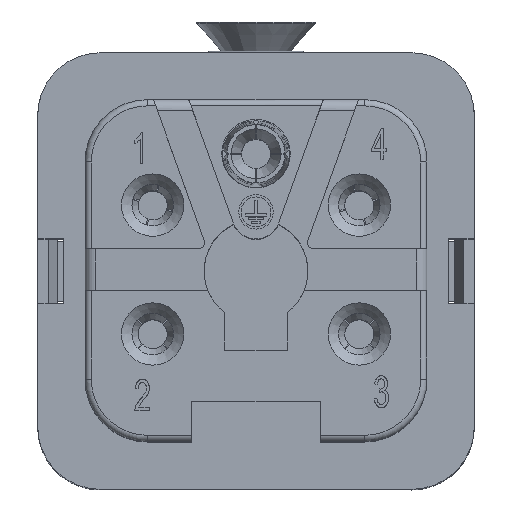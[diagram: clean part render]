
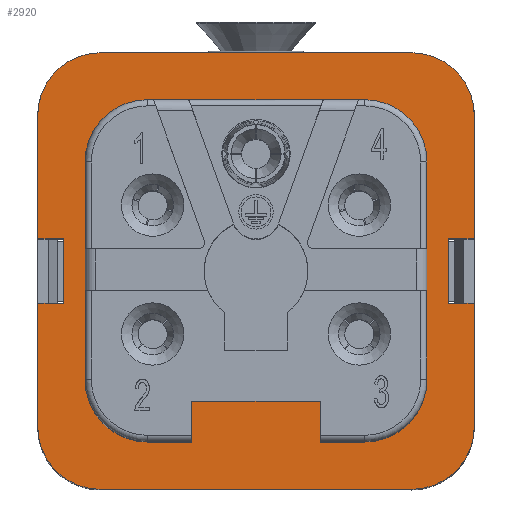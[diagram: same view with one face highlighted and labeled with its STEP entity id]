
A CAD part, top view. The second image highlights one B-rep face of the part: STEP entity #2920.
In plain terms, the highlighted planar face has unit normal (0, 0, 1).
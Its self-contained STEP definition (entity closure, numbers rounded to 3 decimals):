
#2920=ADVANCED_FACE('',(#4746,#4747),#3773,.T.);
#3773=PLANE('',#18495);
#4276=CIRCLE('',#18293,3.);
#4278=CIRCLE('',#18300,3.);
#4280=CIRCLE('',#18308,3.);
#4282=CIRCLE('',#18318,3.);
#4287=CIRCLE('',#18348,3.);
#4289=CIRCLE('',#18352,3.);
#4308=CIRCLE('',#18413,3.);
#4310=CIRCLE('',#18417,3.);
#4746=FACE_BOUND('',#5199,.T.);
#4747=FACE_BOUND('',#5200,.T.);
#5199=EDGE_LOOP('',(#7266,#7267,#7268,#7269,#7270,#7271,#7272,#7273,#7274,
#7275,#7276,#7277));
#5200=EDGE_LOOP('',(#7278,#7279,#7280,#7281,#7282,#7283,#7284,#7285,#7286,
#7287,#7288,#7289,#7290,#7291,#7292,#7293));
#7266=ORIENTED_EDGE('',*,*,#13085,.T.);
#7267=ORIENTED_EDGE('',*,*,#12903,.T.);
#7268=ORIENTED_EDGE('',*,*,#12907,.T.);
#7269=ORIENTED_EDGE('',*,*,#12913,.T.);
#7270=ORIENTED_EDGE('',*,*,#12916,.T.);
#7271=ORIENTED_EDGE('',*,*,#12920,.F.);
#7272=ORIENTED_EDGE('',*,*,#13090,.F.);
#7273=ORIENTED_EDGE('',*,*,#13004,.T.);
#7274=ORIENTED_EDGE('',*,*,#13001,.F.);
#7275=ORIENTED_EDGE('',*,*,#12998,.F.);
#7276=ORIENTED_EDGE('',*,*,#12991,.F.);
#7277=ORIENTED_EDGE('',*,*,#12988,.F.);
#7278=ORIENTED_EDGE('',*,*,#12890,.T.);
#7279=ORIENTED_EDGE('',*,*,#12836,.F.);
#7280=ORIENTED_EDGE('',*,*,#12807,.F.);
#7281=ORIENTED_EDGE('',*,*,#13081,.F.);
#7282=ORIENTED_EDGE('',*,*,#13083,.F.);
#7283=ORIENTED_EDGE('',*,*,#13078,.T.);
#7284=ORIENTED_EDGE('',*,*,#12795,.F.);
#7285=ORIENTED_EDGE('',*,*,#12815,.F.);
#7286=ORIENTED_EDGE('',*,*,#12843,.T.);
#7287=ORIENTED_EDGE('',*,*,#12781,.T.);
#7288=ORIENTED_EDGE('',*,*,#12758,.T.);
#7289=ORIENTED_EDGE('',*,*,#12979,.F.);
#7290=ORIENTED_EDGE('',*,*,#12983,.T.);
#7291=ORIENTED_EDGE('',*,*,#12982,.T.);
#7292=ORIENTED_EDGE('',*,*,#12746,.T.);
#7293=ORIENTED_EDGE('',*,*,#12769,.T.);
#11075=VERTEX_POINT('',#25022);
#11076=VERTEX_POINT('',#25024);
#11087=VERTEX_POINT('',#25046);
#11088=VERTEX_POINT('',#25048);
#11097=VERTEX_POINT('',#25069);
#11105=VERTEX_POINT('',#25094);
#11113=VERTEX_POINT('',#25119);
#11114=VERTEX_POINT('',#25121);
#11125=VERTEX_POINT('',#25143);
#11126=VERTEX_POINT('',#25145);
#11133=VERTEX_POINT('',#25160);
#11146=VERTEX_POINT('',#25202);
#11179=VERTEX_POINT('',#25321);
#11181=VERTEX_POINT('',#25325);
#11185=VERTEX_POINT('',#25334);
#11189=VERTEX_POINT('',#25345);
#11191=VERTEX_POINT('',#25351);
#11194=VERTEX_POINT('',#25359);
#11229=VERTEX_POINT('',#25485);
#11230=VERTEX_POINT('',#25489);
#11232=VERTEX_POINT('',#25499);
#11234=VERTEX_POINT('',#25503);
#11237=VERTEX_POINT('',#25511);
#11242=VERTEX_POINT('',#25522);
#11243=VERTEX_POINT('',#25527);
#11247=VERTEX_POINT('',#25537);
#11296=VERTEX_POINT('',#25704);
#11297=VERTEX_POINT('',#25708);
#12746=EDGE_CURVE('',#11076,#11075,#15097,.T.);
#12758=EDGE_CURVE('',#11088,#11087,#15109,.T.);
#12769=EDGE_CURVE('',#11075,#11097,#4276,.T.);
#12781=EDGE_CURVE('',#11105,#11088,#4278,.T.);
#12795=EDGE_CURVE('',#11113,#11114,#15140,.T.);
#12807=EDGE_CURVE('',#11125,#11126,#15152,.T.);
#12815=EDGE_CURVE('',#11133,#11113,#4280,.T.);
#12836=EDGE_CURVE('',#11126,#11146,#4282,.T.);
#12843=EDGE_CURVE('',#11133,#11105,#15182,.T.);
#12890=EDGE_CURVE('',#11097,#11146,#15225,.T.);
#12903=EDGE_CURVE('',#11179,#11181,#4287,.T.);
#12907=EDGE_CURVE('',#11181,#11185,#15240,.T.);
#12913=EDGE_CURVE('',#11185,#11189,#4289,.T.);
#12916=EDGE_CURVE('',#11189,#11191,#15247,.T.);
#12920=EDGE_CURVE('',#11194,#11191,#15250,.T.);
#12979=EDGE_CURVE('',#11229,#11087,#15289,.T.);
#12982=EDGE_CURVE('',#11230,#11076,#15292,.T.);
#12983=EDGE_CURVE('',#11229,#11230,#15293,.T.);
#12988=EDGE_CURVE('',#11234,#11232,#4308,.T.);
#12991=EDGE_CURVE('',#11232,#11237,#15299,.T.);
#12998=EDGE_CURVE('',#11237,#11242,#4310,.T.);
#13001=EDGE_CURVE('',#11242,#11243,#15307,.T.);
#13004=EDGE_CURVE('',#11247,#11243,#15309,.T.);
#13078=EDGE_CURVE('',#11296,#11114,#15358,.T.);
#13081=EDGE_CURVE('',#11297,#11125,#15361,.T.);
#13083=EDGE_CURVE('',#11296,#11297,#15363,.T.);
#13085=EDGE_CURVE('',#11234,#11179,#15365,.T.);
#13090=EDGE_CURVE('',#11247,#11194,#15370,.T.);
#15097=LINE('',#25023,#16818);
#15109=LINE('',#25047,#16830);
#15140=LINE('',#25120,#16861);
#15152=LINE('',#25144,#16873);
#15182=LINE('',#25214,#16903);
#15225=LINE('',#25302,#16946);
#15240=LINE('',#25335,#16961);
#15247=LINE('',#25352,#16968);
#15250=LINE('',#25360,#16971);
#15289=LINE('',#25484,#17010);
#15292=LINE('',#25490,#17013);
#15293=LINE('',#25492,#17014);
#15299=LINE('',#25510,#17020);
#15307=LINE('',#25530,#17028);
#15309=LINE('',#25536,#17030);
#15358=LINE('',#25703,#17079);
#15361=LINE('',#25709,#17082);
#15363=LINE('',#25712,#17084);
#15365=LINE('',#25717,#17086);
#15370=LINE('',#25723,#17091);
#16818=VECTOR('',#20213,1.);
#16830=VECTOR('',#20225,1.);
#16861=VECTOR('',#20288,1.);
#16873=VECTOR('',#20300,1.);
#16903=VECTOR('',#20362,1.);
#16946=VECTOR('',#20443,1.);
#16961=VECTOR('',#20474,1.);
#16968=VECTOR('',#20489,1.);
#16971=VECTOR('',#20496,1.);
#17010=VECTOR('',#20637,1.);
#17013=VECTOR('',#20642,1.);
#17014=VECTOR('',#20645,1.);
#17020=VECTOR('',#20663,1.);
#17028=VECTOR('',#20679,1.);
#17030=VECTOR('',#20685,1.);
#17079=VECTOR('',#20844,1.);
#17082=VECTOR('',#20849,1.);
#17084=VECTOR('',#20853,1.);
#17086=VECTOR('',#20861,1.);
#17091=VECTOR('',#20868,1.);
#18293=AXIS2_PLACEMENT_3D('',#25070,#20240,#20241);
#18300=AXIS2_PLACEMENT_3D('',#25093,#20263,#20264);
#18308=AXIS2_PLACEMENT_3D('',#25161,#20310,#20311);
#18318=AXIS2_PLACEMENT_3D('',#25201,#20348,#20349);
#18348=AXIS2_PLACEMENT_3D('',#25326,#20467,#20468);
#18352=AXIS2_PLACEMENT_3D('',#25346,#20483,#20484);
#18413=AXIS2_PLACEMENT_3D('',#25504,#20657,#20658);
#18417=AXIS2_PLACEMENT_3D('',#25524,#20673,#20674);
#18495=AXIS2_PLACEMENT_3D('',#25915,#20913,#20914);
#20213=DIRECTION('',(0.,1.,0.));
#20225=DIRECTION('',(0.,1.,0.));
#20240=DIRECTION('',(0.,0.,1.));
#20241=DIRECTION('',(1.,0.,0.));
#20263=DIRECTION('',(0.,0.,1.));
#20264=DIRECTION('',(1.,0.,0.));
#20288=DIRECTION('',(0.,1.,0.));
#20300=DIRECTION('',(0.,1.,0.));
#20310=DIRECTION('',(0.,0.,-1.));
#20311=DIRECTION('',(-1.,0.,0.));
#20348=DIRECTION('',(0.,0.,-1.));
#20349=DIRECTION('',(-1.,0.,0.));
#20362=DIRECTION('',(1.,0.,0.));
#20443=DIRECTION('',(-1.,0.,0.));
#20467=DIRECTION('',(0.,0.,-1.));
#20468=DIRECTION('',(-1.,0.,0.));
#20474=DIRECTION('',(0.,-1.,0.));
#20483=DIRECTION('',(0.,0.,-1.));
#20484=DIRECTION('',(-1.,0.,0.));
#20489=DIRECTION('',(-1.,0.,0.));
#20496=DIRECTION('',(0.,-1.,0.));
#20637=DIRECTION('',(1.,0.,0.));
#20642=DIRECTION('',(1.,0.,0.));
#20645=DIRECTION('',(0.,1.,0.));
#20657=DIRECTION('',(0.,0.,1.));
#20658=DIRECTION('',(1.,0.,0.));
#20663=DIRECTION('',(0.,-1.,0.));
#20673=DIRECTION('',(0.,0.,1.));
#20674=DIRECTION('',(1.,0.,0.));
#20679=DIRECTION('',(1.,0.,0.));
#20685=DIRECTION('',(0.,-1.,0.));
#20844=DIRECTION('',(-1.,0.,0.));
#20849=DIRECTION('',(-1.,0.,0.));
#20853=DIRECTION('',(0.,1.,0.));
#20861=DIRECTION('',(1.,0.,0.));
#20868=DIRECTION('',(1.,0.,0.));
#20913=DIRECTION('',(0.,0.,1.));
#20914=DIRECTION('',(1.,0.,0.));
#25022=CARTESIAN_POINT('',(10.5,7.5,0.));
#25023=CARTESIAN_POINT('',(10.5,7.475,0.));
#25024=CARTESIAN_POINT('',(10.5,1.55,0.));
#25046=CARTESIAN_POINT('',(10.5,-1.55,0.));
#25047=CARTESIAN_POINT('',(10.5,7.475,0.));
#25048=CARTESIAN_POINT('',(10.5,-7.5,0.));
#25069=CARTESIAN_POINT('',(7.5,10.5,0.));
#25070=CARTESIAN_POINT('',(7.5,7.5,0.));
#25093=CARTESIAN_POINT('',(7.5,-7.5,0.));
#25094=CARTESIAN_POINT('',(7.5,-10.5,0.));
#25119=CARTESIAN_POINT('',(-10.5,-7.5,0.));
#25120=CARTESIAN_POINT('',(-10.5,-7.475,0.));
#25121=CARTESIAN_POINT('',(-10.5,-1.55,0.));
#25143=CARTESIAN_POINT('',(-10.5,1.55,0.));
#25144=CARTESIAN_POINT('',(-10.5,-7.475,0.));
#25145=CARTESIAN_POINT('',(-10.5,7.5,0.));
#25160=CARTESIAN_POINT('',(-7.5,-10.5,0.));
#25161=CARTESIAN_POINT('',(-7.5,-7.5,0.));
#25201=CARTESIAN_POINT('',(-7.5,7.5,0.));
#25202=CARTESIAN_POINT('',(-7.5,10.5,0.));
#25214=CARTESIAN_POINT('',(-7.45,-10.5,0.));
#25302=CARTESIAN_POINT('',(-7.45,10.5,0.));
#25321=CARTESIAN_POINT('',(5.225,8.225,0.));
#25325=CARTESIAN_POINT('',(8.225,5.225,0.));
#25326=CARTESIAN_POINT('',(5.225,5.225,0.));
#25334=CARTESIAN_POINT('',(8.225,-5.225,0.));
#25335=CARTESIAN_POINT('',(8.225,7.475,0.));
#25345=CARTESIAN_POINT('',(5.225,-8.225,0.));
#25346=CARTESIAN_POINT('',(5.225,-5.225,0.));
#25351=CARTESIAN_POINT('',(3.1,-8.225,0.));
#25352=CARTESIAN_POINT('',(7.45,-8.225,0.));
#25359=CARTESIAN_POINT('',(3.1,-6.275,0.));
#25360=CARTESIAN_POINT('',(3.1,-8.225,0.));
#25484=CARTESIAN_POINT('',(-7.45,-1.55,0.));
#25485=CARTESIAN_POINT('',(9.25,-1.55,0.));
#25489=CARTESIAN_POINT('',(9.25,1.55,0.));
#25490=CARTESIAN_POINT('',(-7.45,1.55,0.));
#25492=CARTESIAN_POINT('',(9.25,7.425,0.));
#25499=CARTESIAN_POINT('',(-8.225,5.225,0.));
#25503=CARTESIAN_POINT('',(-5.225,8.225,0.));
#25504=CARTESIAN_POINT('',(-5.225,5.225,0.));
#25510=CARTESIAN_POINT('',(-8.225,7.475,0.));
#25511=CARTESIAN_POINT('',(-8.225,-5.225,0.));
#25522=CARTESIAN_POINT('',(-5.225,-8.225,0.));
#25524=CARTESIAN_POINT('',(-5.225,-5.225,0.));
#25527=CARTESIAN_POINT('',(-3.1,-8.225,0.));
#25530=CARTESIAN_POINT('',(-7.45,-8.225,0.));
#25536=CARTESIAN_POINT('',(-3.1,-8.225,0.));
#25537=CARTESIAN_POINT('',(-3.1,-6.275,0.));
#25703=CARTESIAN_POINT('',(7.45,-1.55,0.));
#25704=CARTESIAN_POINT('',(-9.25,-1.55,0.));
#25708=CARTESIAN_POINT('',(-9.25,1.55,0.));
#25709=CARTESIAN_POINT('',(7.45,1.55,0.));
#25712=CARTESIAN_POINT('',(-9.25,7.425,0.));
#25717=CARTESIAN_POINT('',(-7.45,8.225,0.));
#25723=CARTESIAN_POINT('',(-3.1,-6.275,0.));
#25915=CARTESIAN_POINT('',(-7.45,7.475,0.));
